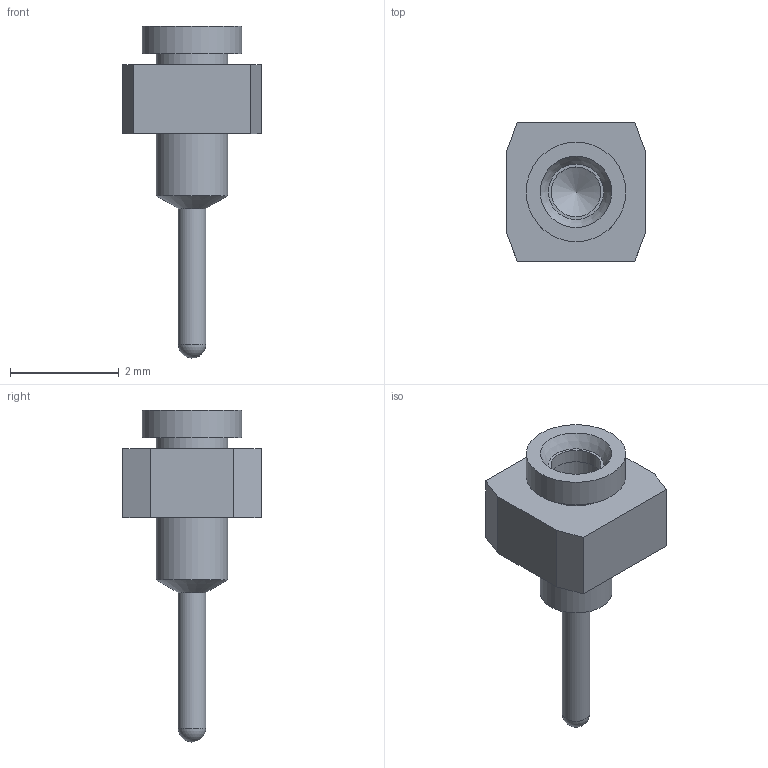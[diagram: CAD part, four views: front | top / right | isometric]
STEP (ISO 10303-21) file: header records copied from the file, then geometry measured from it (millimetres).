
FILE_DESCRIPTION(('FreeCAD Model'),'2;1');
FILE_NAME('Open CASCADE Shape Model','2025-01-11T13:10:51',(''),(''), 'Open CASCADE STEP processor 7.8','FreeCAD','Unknown');
FILE_SCHEMA(('AUTOMOTIVE_DESIGN { 1 0 10303 214 1 1 1 1 }'));
Length unit declared in the file: millimetre
Products named in the file (2): SL-101_socket; SC-4P1_pins
Bounding box: 2.54 x 2.54 x 6.1 mm (x, y, z)
Volume: 9.6 mm3; surface area: 60.5 mm2
Topology: 2 solids, 2 shells, 27 faces, 57 edges, 37 vertices
Faces by surface type: plane 15, cylinder 7, cone 4, sphere 1
Full cylindrical faces by diameter (mm): 0.508 x1, 0.914 x1, 1.016 x1, 1.321 x3, 1.829 x1
Entity records: 752 total; most frequent: CARTESIAN_POINT 136, DIRECTION 118, ORIENTED_EDGE 110, EDGE_CURVE 55, AXIS2_PLACEMENT_3D 47, VERTEX_POINT 37, FACE_BOUND 34, EDGE_LOOP 34
